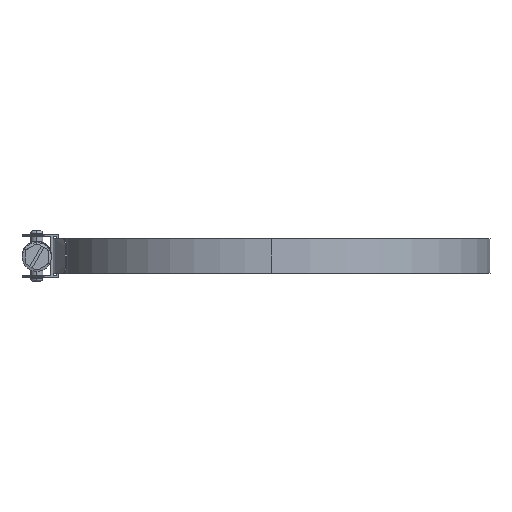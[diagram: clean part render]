
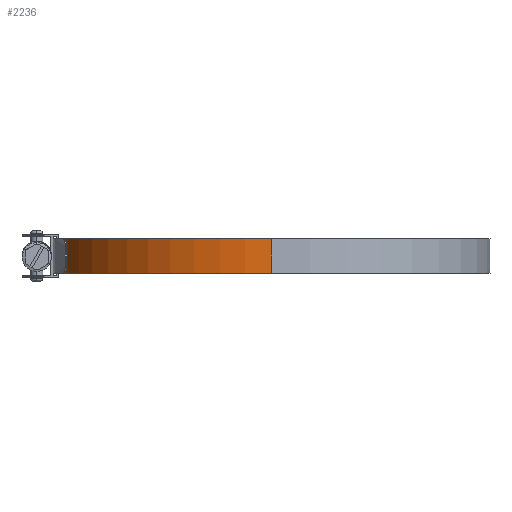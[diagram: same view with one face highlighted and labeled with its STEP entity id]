
A CAD part, left-side view. The second image highlights one B-rep face of the part: STEP entity #2236.
In plain terms, the highlighted cylindrical face has radius 89.53 mm (diameter 179.06 mm), a partial arc.
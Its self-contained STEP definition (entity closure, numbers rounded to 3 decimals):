
#98 = AXIS2_PLACEMENT_3D ( 'NONE', #11594, #2094, #3354 ) ;
#200 = VERTEX_POINT ( 'NONE', #8200 ) ;
#522 = EDGE_CURVE ( 'NONE', #9369, #2233, #2524, .T. ) ;
#572 = DIRECTION ( 'NONE',  ( 0., 0., -1. ) ) ;
#723 = ORIENTED_EDGE ( 'NONE', *, *, #1013, .F. ) ;
#823 = VECTOR ( 'NONE', #2460, 1000. ) ;
#886 = CARTESIAN_POINT ( 'NONE',  ( 0., 89.53, -7.15 ) ) ;
#952 = DIRECTION ( 'NONE',  ( 0., 0., -1. ) ) ;
#988 = EDGE_CURVE ( 'NONE', #200, #9369, #7615, .T. ) ;
#1013 = EDGE_CURVE ( 'NONE', #200, #4669, #3644, .T. ) ;
#2094 = DIRECTION ( 'NONE',  ( 0., 0., 1. ) ) ;
#2233 = VERTEX_POINT ( 'NONE', #13305 ) ;
#2236 = ADVANCED_FACE ( 'NONE', ( #9878 ), #4618, .T. ) ;
#2460 = DIRECTION ( 'NONE',  ( 0., 0., -1. ) ) ;
#2524 = CIRCLE ( 'NONE', #98, 89.53 ) ;
#3354 = DIRECTION ( 'NONE',  ( 1., 0., 0. ) ) ;
#3576 = CARTESIAN_POINT ( 'NONE',  ( -89.53, 0., 7.15 ) ) ;
#3644 = CIRCLE ( 'NONE', #9406, 89.53 ) ;
#3774 = CARTESIAN_POINT ( 'NONE',  ( -89.53, 0., 7.15 ) ) ;
#4618 = CYLINDRICAL_SURFACE ( 'NONE', #7101, 89.53 ) ;
#4669 = VERTEX_POINT ( 'NONE', #3774 ) ;
#5080 = ORIENTED_EDGE ( 'NONE', *, *, #13579, .F. ) ;
#6726 = LINE ( 'NONE', #3576, #823 ) ;
#7101 = AXIS2_PLACEMENT_3D ( 'NONE', #8992, #572, #9945 ) ;
#7615 = LINE ( 'NONE', #9547, #11600 ) ;
#7635 = ORIENTED_EDGE ( 'NONE', *, *, #988, .T. ) ;
#8200 = CARTESIAN_POINT ( 'NONE',  ( 0., 89.53, 7.15 ) ) ;
#8502 = DIRECTION ( 'NONE',  ( 0., 0., 1. ) ) ;
#8992 = CARTESIAN_POINT ( 'NONE',  ( 0., 0., 7.15 ) ) ;
#9369 = VERTEX_POINT ( 'NONE', #886 ) ;
#9406 = AXIS2_PLACEMENT_3D ( 'NONE', #11836, #8502, #9615 ) ;
#9547 = CARTESIAN_POINT ( 'NONE',  ( 0., 89.53, 7.15 ) ) ;
#9615 = DIRECTION ( 'NONE',  ( 1., 0., 0. ) ) ;
#9878 = FACE_OUTER_BOUND ( 'NONE', #12699, .T. ) ;
#9945 = DIRECTION ( 'NONE',  ( -1., 0., 0. ) ) ;
#11594 = CARTESIAN_POINT ( 'NONE',  ( 0., 0., -7.15 ) ) ;
#11600 = VECTOR ( 'NONE', #952, 1000. ) ;
#11836 = CARTESIAN_POINT ( 'NONE',  ( 0., 0., 7.15 ) ) ;
#12699 = EDGE_LOOP ( 'NONE', ( #5080, #723, #7635, #13409 ) ) ;
#13305 = CARTESIAN_POINT ( 'NONE',  ( -89.53, 0., -7.15 ) ) ;
#13409 = ORIENTED_EDGE ( 'NONE', *, *, #522, .T. ) ;
#13579 = EDGE_CURVE ( 'NONE', #4669, #2233, #6726, .T. ) ;
